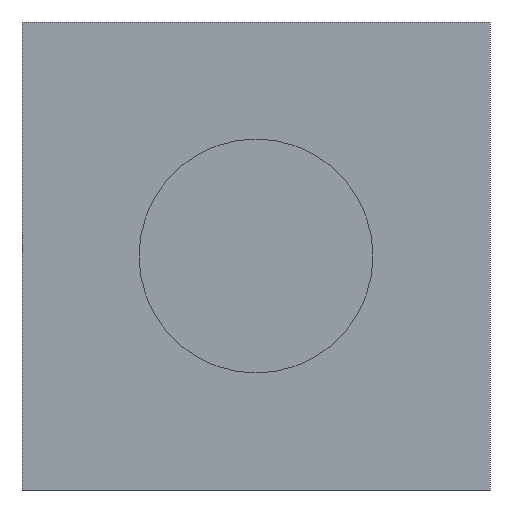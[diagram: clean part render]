
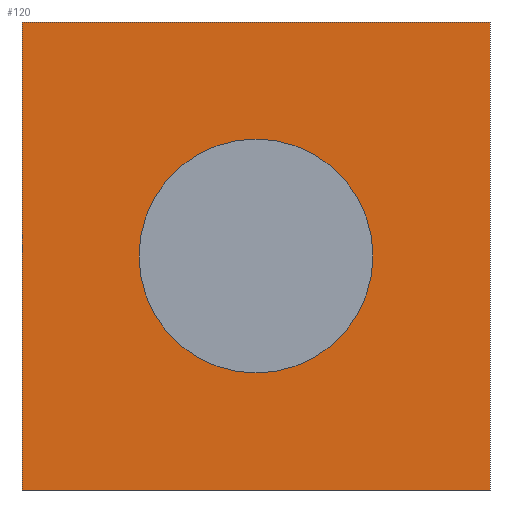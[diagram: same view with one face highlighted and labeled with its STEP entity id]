
A CAD part, front view. The second image highlights one B-rep face of the part: STEP entity #120.
In plain terms, the highlighted planar face has unit normal (0, -1, 0).
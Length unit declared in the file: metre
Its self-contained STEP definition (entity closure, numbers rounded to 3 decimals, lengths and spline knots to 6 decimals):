
#13=CIRCLE('',#142,0.003175);
#23=ORIENTED_EDGE('',*,*,#50,.F.);
#24=ORIENTED_EDGE('',*,*,#51,.T.);
#25=ORIENTED_EDGE('',*,*,#52,.F.);
#26=ORIENTED_EDGE('',*,*,#53,.F.);
#27=ORIENTED_EDGE('',*,*,#48,.T.);
#48=EDGE_CURVE('',#62,#61,#72,.T.);
#50=EDGE_CURVE('',#63,#63,#13,.T.);
#51=EDGE_CURVE('',#61,#64,#74,.T.);
#52=EDGE_CURVE('',#65,#64,#75,.T.);
#53=EDGE_CURVE('',#62,#65,#76,.T.);
#61=VERTEX_POINT('',#195);
#62=VERTEX_POINT('',#197);
#63=VERTEX_POINT('',#201);
#64=VERTEX_POINT('',#203);
#65=VERTEX_POINT('',#205);
#72=LINE('',#196,#84);
#74=LINE('',#202,#86);
#75=LINE('',#204,#87);
#76=LINE('',#206,#88);
#84=VECTOR('',#160,1.);
#86=VECTOR('',#166,1.);
#87=VECTOR('',#167,1.);
#88=VECTOR('',#168,1.);
#93=EDGE_LOOP('',(#23));
#94=EDGE_LOOP('',(#24,#25,#26,#27));
#103=FACE_BOUND('',#93,.T.);
#104=FACE_BOUND('',#94,.T.);
#113=PLANE('',#141);
#120=ADVANCED_FACE('',(#103,#104),#113,.F.);
#141=AXIS2_PLACEMENT_3D('',#199,#162,#163);
#142=AXIS2_PLACEMENT_3D('',#200,#164,#165);
#160=DIRECTION('',(0.,0.,-1.));
#162=DIRECTION('',(0.,1.,0.));
#163=DIRECTION('',(0.,0.,1.));
#164=DIRECTION('',(0.,-1.,0.));
#165=DIRECTION('',(0.,0.,-1.));
#166=DIRECTION('',(1.,0.,0.));
#167=DIRECTION('',(0.,0.,-1.));
#168=DIRECTION('',(1.,0.,0.));
#195=CARTESIAN_POINT('',(-0.0127,0.,0.));
#196=CARTESIAN_POINT('',(-0.0127,0.,0.0127));
#197=CARTESIAN_POINT('',(-0.0127,0.,0.0127));
#199=CARTESIAN_POINT('',(-0.00635,0.,0.0127));
#200=CARTESIAN_POINT('',(-0.00635,0.,0.00635));
#201=CARTESIAN_POINT('',(-0.00635,0.,0.003175));
#202=CARTESIAN_POINT('',(-0.00635,0.,0.));
#203=CARTESIAN_POINT('',(0.,0.,0.));
#204=CARTESIAN_POINT('',(0.,0.,0.0127));
#205=CARTESIAN_POINT('',(0.,0.,0.0127));
#206=CARTESIAN_POINT('',(-0.00635,0.,0.0127));
